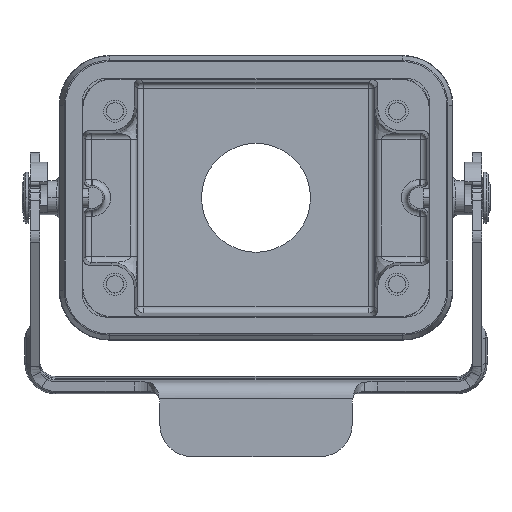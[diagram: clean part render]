
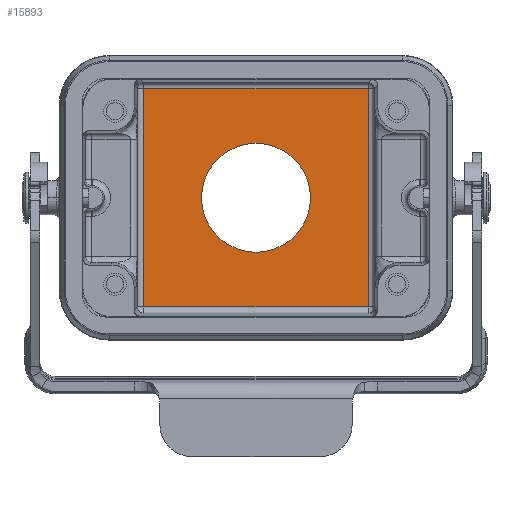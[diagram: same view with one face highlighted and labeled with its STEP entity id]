
A CAD part, front view. The second image highlights one B-rep face of the part: STEP entity #15893.
In plain terms, the highlighted planar face has unit normal (0, -1, 0).
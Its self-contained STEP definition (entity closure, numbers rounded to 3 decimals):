
#2555=DIRECTION('',(0.,0.,-1.));
#2556=VECTOR('',#2555,34.064);
#2557=CARTESIAN_POINT('',(-17.532,37.,17.032));
#2558=LINE('',#2557,#2556);
#2569=CARTESIAN_POINT('',(0.,37.,0.));
#2570=DIRECTION('',(0.,-1.,0.));
#2571=DIRECTION('',(-1.,0.,0.));
#2572=AXIS2_PLACEMENT_3D('',#2569,#2570,#2571);
#2577=CARTESIAN_POINT('',(0.,37.,0.));
#2578=DIRECTION('',(0.,-1.,0.));
#2579=DIRECTION('',(1.,0.,0.));
#2580=AXIS2_PLACEMENT_3D('',#2577,#2578,#2579);
#2585=DIRECTION('',(1.,0.,0.));
#2586=VECTOR('',#2585,35.064);
#2587=CARTESIAN_POINT('',(-17.532,37.,-17.032));
#2588=LINE('',#2587,#2586);
#2668=DIRECTION('',(0.,0.,1.));
#2669=VECTOR('',#2668,34.064);
#2670=CARTESIAN_POINT('',(17.532,37.,-17.032));
#2671=LINE('',#2670,#2669);
#2706=DIRECTION('',(-1.,0.,0.));
#2707=VECTOR('',#2706,35.064);
#2708=CARTESIAN_POINT('',(17.532,37.,17.032));
#2709=LINE('',#2708,#2707);
#11998=CARTESIAN_POINT('',(8.5,37.,0.));
#11999=VERTEX_POINT('',#11998);
#12000=CARTESIAN_POINT('',(-8.5,37.,0.));
#12001=VERTEX_POINT('',#12000);
#12002=CARTESIAN_POINT('',(-17.532,37.,-17.032));
#12003=CARTESIAN_POINT('',(17.532,37.,-17.032));
#12004=VERTEX_POINT('',#12002);
#12005=VERTEX_POINT('',#12003);
#12006=CARTESIAN_POINT('',(-17.532,37.,17.032));
#12007=VERTEX_POINT('',#12006);
#12008=CARTESIAN_POINT('',(17.532,37.,17.032));
#12009=VERTEX_POINT('',#12008);
#15873=CARTESIAN_POINT('',(0.,37.,0.));
#15874=DIRECTION('',(0.,-1.,0.));
#15875=DIRECTION('',(1.,0.,0.));
#15876=AXIS2_PLACEMENT_3D('',#15873,#15874,#15875);
#15877=PLANE('',#15876);
#15879=ORIENTED_EDGE('',*,*,#15878,.F.);
#15880=ORIENTED_EDGE('',*,*,#15863,.F.);
#15882=ORIENTED_EDGE('',*,*,#15881,.F.);
#15884=ORIENTED_EDGE('',*,*,#15883,.F.);
#15885=EDGE_LOOP('',(#15879,#15880,#15882,#15884));
#15886=FACE_OUTER_BOUND('',#15885,.F.);
#15888=ORIENTED_EDGE('',*,*,#15887,.T.);
#15890=ORIENTED_EDGE('',*,*,#15889,.T.);
#15891=EDGE_LOOP('',(#15888,#15890));
#15892=FACE_BOUND('',#15891,.F.);
#2573=CIRCLE('',#2572,8.5);
#2581=CIRCLE('',#2580,8.5);
#15863=EDGE_CURVE('',#12007,#12004,#2558,.T.);
#15878=EDGE_CURVE('',#12004,#12005,#2588,.T.);
#15881=EDGE_CURVE('',#12009,#12007,#2709,.T.);
#15883=EDGE_CURVE('',#12005,#12009,#2671,.T.);
#15887=EDGE_CURVE('',#12001,#11999,#2573,.T.);
#15889=EDGE_CURVE('',#11999,#12001,#2581,.T.);
#15893=ADVANCED_FACE('',(#15886,#15892),#15877,.T.);
